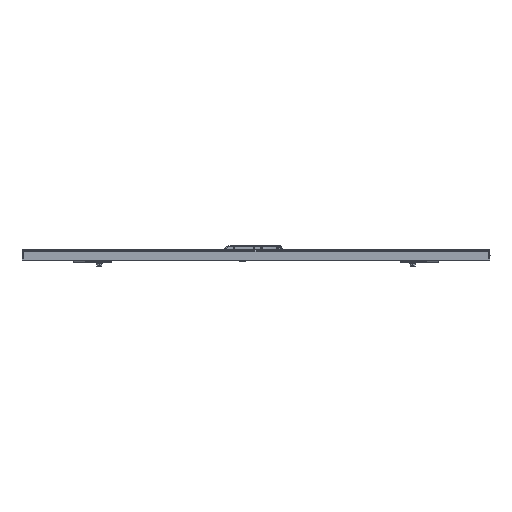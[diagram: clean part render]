
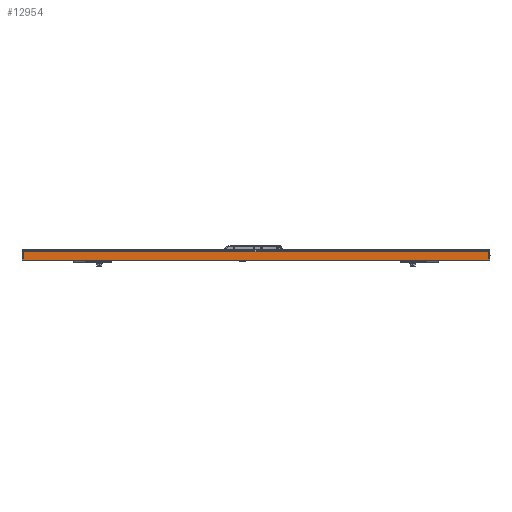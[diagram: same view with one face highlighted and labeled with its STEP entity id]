
A CAD part, left-side view. The second image highlights one B-rep face of the part: STEP entity #12954.
In plain terms, the highlighted planar face has unit normal (-1, 0, 0).
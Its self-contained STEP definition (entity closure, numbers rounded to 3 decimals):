
#9625 = VERTEX_POINT ( 'NONE', #35583 ) ;
#9631 = VERTEX_POINT ( 'NONE', #35586 ) ;
#9633 = VERTEX_POINT ( 'NONE', #35587 ) ;
#9635 = VERTEX_POINT ( 'NONE', #35588 ) ;
#9641 = VERTEX_POINT ( 'NONE', #35591 ) ;
#9645 = VERTEX_POINT ( 'NONE', #35596 ) ;
#10985 = ORIENTED_EDGE ( 'NONE', *, *, #24540, .F. ) ;
#10987 = ORIENTED_EDGE ( 'NONE', *, *, #24531, .T. ) ;
#10989 = ORIENTED_EDGE ( 'NONE', *, *, #24515, .T. ) ;
#10991 = ORIENTED_EDGE ( 'NONE', *, *, #24522, .T. ) ;
#10993 = ORIENTED_EDGE ( 'NONE', *, *, #24538, .F. ) ;
#10995 = ORIENTED_EDGE ( 'NONE', *, *, #24508, .F. ) ;
#12624 = EDGE_LOOP ( 'NONE', ( #10985, #10987, #10989, #10991, #10993, #10995 ) ) ;
#12954 = ADVANCED_FACE ( 'NONE', ( #39293 ), #38970, .F. ) ;
#24508 = EDGE_CURVE ( 'NONE', #9625, #9631, #40351, .T. ) ;
#24515 = EDGE_CURVE ( 'NONE', #9641, #9633, #40355, .T. ) ;
#24522 = EDGE_CURVE ( 'NONE', #9633, #9645, #40359, .T. ) ;
#24531 = EDGE_CURVE ( 'NONE', #9635, #9641, #40369, .T. ) ;
#24538 = EDGE_CURVE ( 'NONE', #9631, #9645, #40373, .T. ) ;
#24540 = EDGE_CURVE ( 'NONE', #9635, #9625, #40379, .T. ) ;
#35583 = CARTESIAN_POINT ( 'NONE',  ( -397., 444.5, -3. ) ) ;
#35586 = CARTESIAN_POINT ( 'NONE',  ( -397., -444.5, -3. ) ) ;
#35587 = CARTESIAN_POINT ( 'NONE',  ( -397., -447.5, -20. ) ) ;
#35588 = CARTESIAN_POINT ( 'NONE',  ( -397., 447.5, -3. ) ) ;
#35591 = CARTESIAN_POINT ( 'NONE',  ( -397., 447.5, -20. ) ) ;
#35596 = CARTESIAN_POINT ( 'NONE',  ( -397., -447.5, -3. ) ) ;
#38963 = CARTESIAN_POINT ( 'NONE',  ( -397., 0., 0. ) ) ;
#38970 = PLANE ( 'NONE',  #39484 ) ;
#38972 = DIRECTION ( 'NONE',  ( 1., 0., 0. ) ) ;
#38973 = DIRECTION ( 'NONE',  ( 0., 0., -1. ) ) ;
#39293 = FACE_OUTER_BOUND ( 'NONE', #12624, .T. ) ;
#39484 = AXIS2_PLACEMENT_3D ( 'NONE', #38963, #38972, #38973 ) ;
#40351 = LINE ( 'NONE', #40990, #40354 ) ;
#40354 = VECTOR ( 'NONE', #40992, 1000. ) ;
#40355 = LINE ( 'NONE', #40991, #40360 ) ;
#40359 = LINE ( 'NONE', #40996, #40366 ) ;
#40360 = VECTOR ( 'NONE', #40997, 1000. ) ;
#40366 = VECTOR ( 'NONE', #41003, 1000. ) ;
#40369 = LINE ( 'NONE', #41001, #40374 ) ;
#40373 = LINE ( 'NONE', #41010, #40380 ) ;
#40374 = VECTOR ( 'NONE', #41011, 1000. ) ;
#40379 = LINE ( 'NONE', #41016, #40382 ) ;
#40380 = VECTOR ( 'NONE', #41015, 1000. ) ;
#40382 = VECTOR ( 'NONE', #41017, 1000. ) ;
#40990 = CARTESIAN_POINT ( 'NONE',  ( -397., -447.5, -3. ) ) ;
#40991 = CARTESIAN_POINT ( 'NONE',  ( -397., 0., -20. ) ) ;
#40992 = DIRECTION ( 'NONE',  ( 0., -1., 0. ) ) ;
#40996 = CARTESIAN_POINT ( 'NONE',  ( -397., -447.5, 0. ) ) ;
#40997 = DIRECTION ( 'NONE',  ( 0., -1., 0. ) ) ;
#41001 = CARTESIAN_POINT ( 'NONE',  ( -397., 447.5, 0. ) ) ;
#41003 = DIRECTION ( 'NONE',  ( 0., 0., 1. ) ) ;
#41010 = CARTESIAN_POINT ( 'NONE',  ( -397., -447.5, -3. ) ) ;
#41011 = DIRECTION ( 'NONE',  ( 0., 0., -1. ) ) ;
#41015 = DIRECTION ( 'NONE',  ( 0., -1., 0. ) ) ;
#41016 = CARTESIAN_POINT ( 'NONE',  ( -397., -447.5, -3. ) ) ;
#41017 = DIRECTION ( 'NONE',  ( 0., -1., 0. ) ) ;
